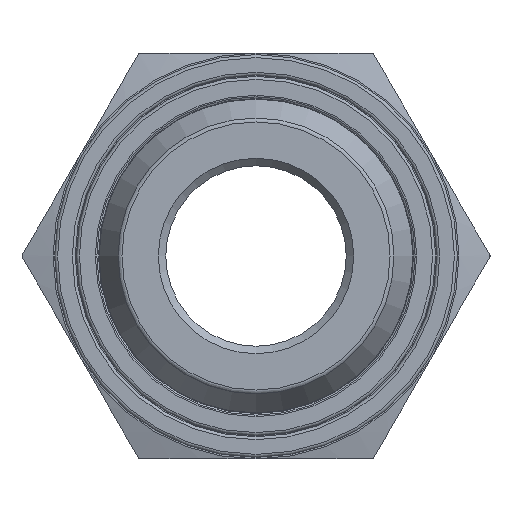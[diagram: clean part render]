
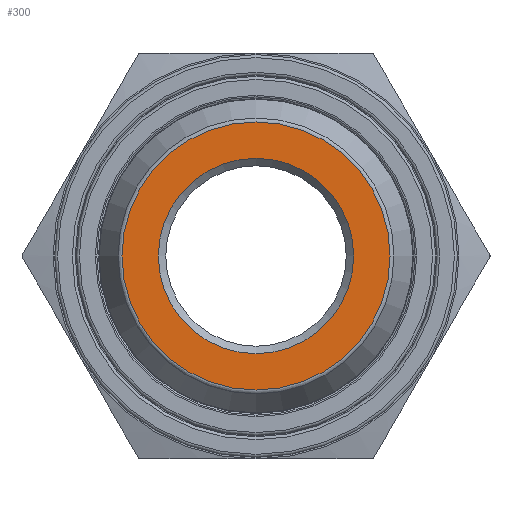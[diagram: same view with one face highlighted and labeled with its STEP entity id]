
A CAD part, left-side view. The second image highlights one B-rep face of the part: STEP entity #300.
In plain terms, the highlighted planar face has unit normal (-1, 0, 0).
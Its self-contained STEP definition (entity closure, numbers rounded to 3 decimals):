
#300=ADVANCED_FACE('',(#409,#410),#344,.F.);
#344=PLANE('',#1182);
#409=FACE_BOUND('',#537,.T.);
#410=FACE_BOUND('',#538,.T.);
#537=EDGE_LOOP('',(#742));
#538=EDGE_LOOP('',(#743));
#742=ORIENTED_EDGE('',*,*,#999,.T.);
#743=ORIENTED_EDGE('',*,*,#1000,.T.);
#891=VERTEX_POINT('',#1965);
#892=VERTEX_POINT('',#1967);
#999=EDGE_CURVE('',#891,#891,#1065,.T.);
#1000=EDGE_CURVE('',#892,#892,#1066,.T.);
#1065=CIRCLE('',#1180,6.5);
#1066=CIRCLE('',#1181,8.919);
#1180=AXIS2_PLACEMENT_3D('',#1964,#1427,#1428);
#1181=AXIS2_PLACEMENT_3D('',#1966,#1429,#1430);
#1182=AXIS2_PLACEMENT_3D('',#1968,#1431,#1432);
#1427=DIRECTION('',(1.,0.,0.));
#1428=DIRECTION('',(0.,0.,-1.));
#1429=DIRECTION('',(-1.,0.,0.));
#1430=DIRECTION('',(0.,0.,-1.));
#1431=DIRECTION('',(1.,0.,0.));
#1432=DIRECTION('',(0.,0.,-1.));
#1964=CARTESIAN_POINT('',(72.455,0.,0.));
#1965=CARTESIAN_POINT('',(72.455,0.,-6.5));
#1966=CARTESIAN_POINT('',(72.455,0.,0.));
#1967=CARTESIAN_POINT('',(72.455,0.,-8.919));
#1968=CARTESIAN_POINT('',(72.455,-15.433,0.));
